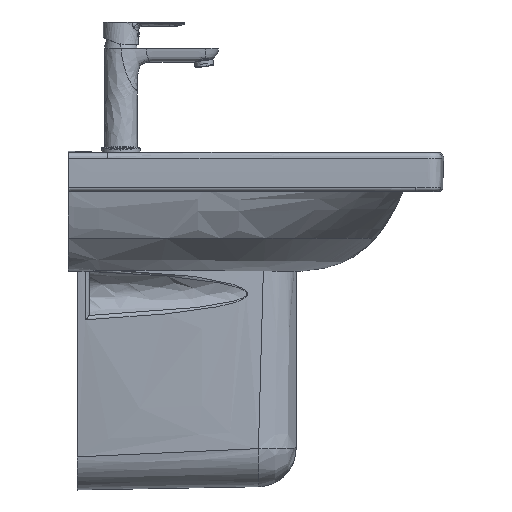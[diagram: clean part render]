
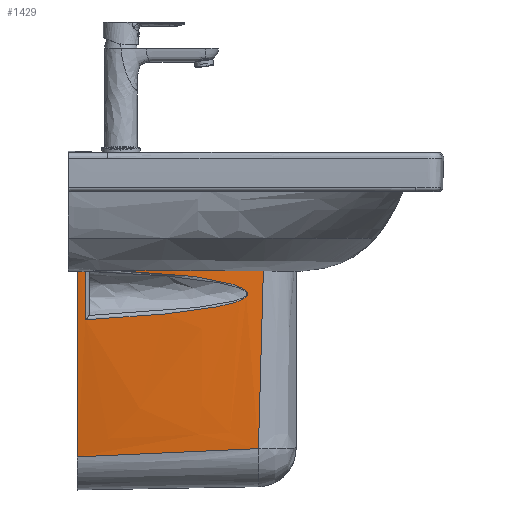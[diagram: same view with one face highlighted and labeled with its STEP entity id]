
A CAD part, left-side view. The second image highlights one B-rep face of the part: STEP entity #1429.
In plain terms, the highlighted free-form (B-spline) face has degree [3, 3] with [4, 4] control points.
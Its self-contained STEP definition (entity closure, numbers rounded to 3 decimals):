
#198=B_SPLINE_SURFACE_WITH_KNOTS('',3,3,((#109923,#109924,#109925,#109926),
(#109927,#109928,#109929,#109930),(#109931,#109932,#109933,#109934),(#109935,
#109936,#109937,#109938)),.UNSPECIFIED.,.F.,.F.,.F.,(4,4),(4,4),(0.,265.777),
(0.,241.837),.UNSPECIFIED.);
#895=B_SPLINE_CURVE_WITH_KNOTS('',3,(#111381,#111382,#111383,#111384,#111385,
#111386,#111387,#111388,#111389,#111390,#111391,#111392,#111393,#111394,
#111395,#111396,#111397,#111398,#111399,#111400,#111401,#111402,#111403,
#111404,#111405,#111406,#111407,#111408,#111409,#111410,#111411,#111412,
#111413),.UNSPECIFIED.,.F.,.F.,(4,1,1,1,1,1,1,1,1,1,1,1,1,1,1,1,1,1,1,1,
1,1,1,1,1,1,1,1,1,1,4),(1.086,7.218,13.35,
14.372,15.394,16.416,19.482,20.504,
21.015,21.271,21.526,21.867,22.207,
22.378,22.463,22.548,22.718,22.889,
23.229,23.57,23.698,23.826,24.081,
24.592,25.614,27.147,28.68,31.746,
34.812,37.878,44.01),.UNSPECIFIED.);
#899=B_SPLINE_CURVE_WITH_KNOTS('',3,(#111430,#111431,#111432,#111433),
 .UNSPECIFIED.,.F.,.F.,(4,4),(17.69,24.377),
 .UNSPECIFIED.);
#901=B_SPLINE_CURVE_WITH_KNOTS('',3,(#111443,#111444,#111445,#111446),
 .UNSPECIFIED.,.F.,.F.,(4,4),(-241.837,0.),.UNSPECIFIED.);
#902=B_SPLINE_CURVE_WITH_KNOTS('',3,(#111447,#111448,#111449,#111450),
 .UNSPECIFIED.,.F.,.F.,(4,4),(0.,265.777),.UNSPECIFIED.);
#903=B_SPLINE_CURVE_WITH_KNOTS('',3,(#111451,#111452,#111453,#111454),
 .UNSPECIFIED.,.F.,.F.,(4,4),(0.,232.077),.UNSPECIFIED.);
#950=B_SPLINE_CURVE_WITH_KNOTS('',3,(#111963,#111964,#111965,#111966,#111967,
#111968,#111969,#111970,#111971,#111972),.UNSPECIFIED.,.F.,.F.,(4,1,1,1,
1,1,1,4),(0.,0.45,0.901,1.802,3.603,
7.206,14.413,25.222),.UNSPECIFIED.);
#1429=ADVANCED_FACE('',(#1932,#1495),#198,.T.);
#1495=FACE_BOUND('',#2428,.T.);
#1932=FACE_OUTER_BOUND('',#2427,.T.);
#2427=EDGE_LOOP('',(#4504,#4505,#4506,#4507));
#2428=EDGE_LOOP('',(#4508,#4509));
#4504=ORIENTED_EDGE('',*,*,#5796,.T.);
#4505=ORIENTED_EDGE('',*,*,#5731,.T.);
#4506=ORIENTED_EDGE('',*,*,#5732,.T.);
#4507=ORIENTED_EDGE('',*,*,#5733,.T.);
#4508=ORIENTED_EDGE('',*,*,#5728,.T.);
#4509=ORIENTED_EDGE('',*,*,#5724,.T.);
#5724=EDGE_CURVE('',#6823,#6822,#895,.T.);
#5728=EDGE_CURVE('',#6822,#6823,#899,.T.);
#5731=EDGE_CURVE('',#6828,#6829,#901,.T.);
#5732=EDGE_CURVE('',#6829,#6830,#902,.T.);
#5733=EDGE_CURVE('',#6830,#6827,#903,.T.);
#5796=EDGE_CURVE('',#6827,#6828,#950,.T.);
#6822=VERTEX_POINT('',#111252);
#6823=VERTEX_POINT('',#111253);
#6827=VERTEX_POINT('',#111257);
#6828=VERTEX_POINT('',#111258);
#6829=VERTEX_POINT('',#111259);
#6830=VERTEX_POINT('',#111260);
#109923=CARTESIAN_POINT('',(-122.307,228.71,-43.883));
#109924=CARTESIAN_POINT('',(-109.528,149.117,-43.897));
#109925=CARTESIAN_POINT('',(-96.749,69.524,-43.91));
#109926=CARTESIAN_POINT('',(-83.97,-10.069,-43.924));
#109927=CARTESIAN_POINT('',(-108.848,228.708,-131.447));
#109928=CARTESIAN_POINT('',(-99.92,149.115,-130.258));
#109929=CARTESIAN_POINT('',(-90.992,69.523,-129.069));
#109930=CARTESIAN_POINT('',(-82.064,-10.069,-127.88));
#109931=CARTESIAN_POINT('',(-85.518,228.704,-283.229));
#109932=CARTESIAN_POINT('',(-83.264,149.113,-278.829));
#109933=CARTESIAN_POINT('',(-81.01,69.521,-274.43));
#109934=CARTESIAN_POINT('',(-78.756,-10.07,-270.03));
#109935=CARTESIAN_POINT('',(-81.929,228.704,-306.575));
#109936=CARTESIAN_POINT('',(-80.703,149.112,-302.981));
#109937=CARTESIAN_POINT('',(-79.477,69.521,-299.387));
#109938=CARTESIAN_POINT('',(-78.252,-10.07,-295.793));
#111252=CARTESIAN_POINT('',(-107.683,218.143,-131.127));
#111253=CARTESIAN_POINT('',(-117.46,217.977,-64.98));
#111257=CARTESIAN_POINT('',(-78.359,-3.11,-296.107));
#111258=CARTESIAN_POINT('',(-83.97,-10.069,-43.924));
#111259=CARTESIAN_POINT('',(-122.307,228.71,-43.883));
#111260=CARTESIAN_POINT('',(-81.929,228.704,-306.575));
#111381=CARTESIAN_POINT('',(-117.46,217.977,-64.98));
#111382=CARTESIAN_POINT('',(-114.355,197.787,-65.578));
#111383=CARTESIAN_POINT('',(-108.094,157.427,-67.415));
#111384=CARTESIAN_POINT('',(-101.309,113.784,-71.171));
#111385=CARTESIAN_POINT('',(-97.191,87.072,-74.527));
#111386=CARTESIAN_POINT('',(-95.655,77.08,-75.924));
#111387=CARTESIAN_POINT('',(-93.104,60.43,-78.546));
#111388=CARTESIAN_POINT('',(-90.554,43.647,-81.782));
#111389=CARTESIAN_POINT('',(-88.366,29.174,-85.984));
#111390=CARTESIAN_POINT('',(-87.529,23.655,-88.007));
#111391=CARTESIAN_POINT('',(-87.057,20.564,-89.328));
#111392=CARTESIAN_POINT('',(-86.669,18.038,-90.546));
#111393=CARTESIAN_POINT('',(-86.245,15.318,-92.126));
#111394=CARTESIAN_POINT('',(-85.889,13.114,-93.862));
#111395=CARTESIAN_POINT('',(-85.67,11.874,-95.432));
#111396=CARTESIAN_POINT('',(-85.568,11.369,-96.447));
#111397=CARTESIAN_POINT('',(-85.487,11.04,-97.54));
#111398=CARTESIAN_POINT('',(-85.44,11.077,-99.));
#111399=CARTESIAN_POINT('',(-85.496,12.085,-101.096));
#111400=CARTESIAN_POINT('',(-85.695,14.2,-103.07));
#111401=CARTESIAN_POINT('',(-85.932,16.508,-104.507));
#111402=CARTESIAN_POINT('',(-86.117,18.262,-105.427));
#111403=CARTESIAN_POINT('',(-86.28,19.794,-106.167));
#111404=CARTESIAN_POINT('',(-86.575,22.534,-107.352));
#111405=CARTESIAN_POINT('',(-87.183,28.129,-109.375));
#111406=CARTESIAN_POINT('',(-88.259,37.923,-112.125));
#111407=CARTESIAN_POINT('',(-89.72,51.234,-114.981));
#111408=CARTESIAN_POINT('',(-91.911,71.272,-118.425));
#111409=CARTESIAN_POINT('',(-94.644,96.476,-121.75));
#111410=CARTESIAN_POINT('',(-97.91,126.836,-124.876));
#111411=CARTESIAN_POINT('',(-102.255,167.412,-128.235));
#111412=CARTESIAN_POINT('',(-105.505,197.842,-130.09));
#111413=CARTESIAN_POINT('',(-107.683,218.143,-131.127));
#111430=CARTESIAN_POINT('',(-107.683,218.143,-131.127));
#111431=CARTESIAN_POINT('',(-110.944,218.087,-109.078));
#111432=CARTESIAN_POINT('',(-114.203,218.032,-87.029));
#111433=CARTESIAN_POINT('',(-117.46,217.977,-64.98));
#111443=CARTESIAN_POINT('',(-83.97,-10.069,-43.924));
#111444=CARTESIAN_POINT('',(-96.749,69.524,-43.91));
#111445=CARTESIAN_POINT('',(-109.528,149.117,-43.897));
#111446=CARTESIAN_POINT('',(-122.307,228.71,-43.883));
#111447=CARTESIAN_POINT('',(-122.307,228.71,-43.883));
#111448=CARTESIAN_POINT('',(-108.848,228.708,-131.447));
#111449=CARTESIAN_POINT('',(-85.518,228.704,-283.229));
#111450=CARTESIAN_POINT('',(-81.929,228.704,-306.575));
#111451=CARTESIAN_POINT('',(-81.929,228.704,-306.575));
#111452=CARTESIAN_POINT('',(-80.739,151.432,-303.086));
#111453=CARTESIAN_POINT('',(-79.549,74.161,-299.596));
#111454=CARTESIAN_POINT('',(-78.359,-3.11,-296.107));
#111963=CARTESIAN_POINT('',(-78.359,-3.11,-296.107));
#111964=CARTESIAN_POINT('',(-78.392,-3.149,-294.648));
#111965=CARTESIAN_POINT('',(-78.462,-3.227,-291.679));
#111966=CARTESIAN_POINT('',(-78.608,-3.387,-285.71));
#111967=CARTESIAN_POINT('',(-78.869,-3.673,-275.224));
#111968=CARTESIAN_POINT('',(-79.394,-4.252,-254.219));
#111969=CARTESIAN_POINT('',(-80.426,-5.423,-212.177));
#111970=CARTESIAN_POINT('',(-82.089,-7.435,-140.079));
#111971=CARTESIAN_POINT('',(-83.307,-9.096,-79.991));
#111972=CARTESIAN_POINT('',(-83.97,-10.069,-43.924));
